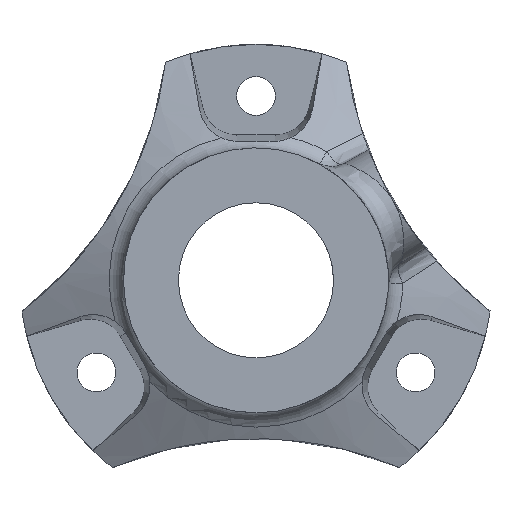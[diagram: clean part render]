
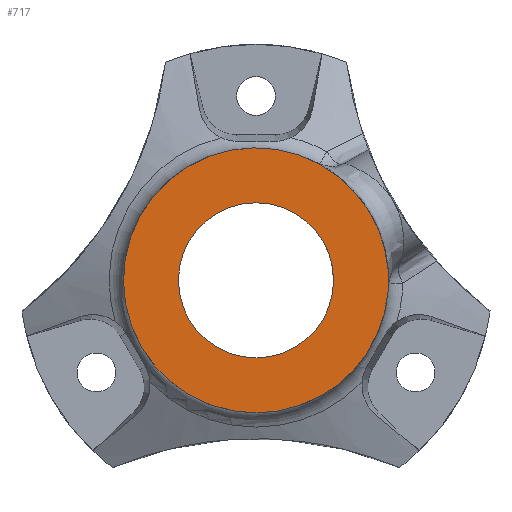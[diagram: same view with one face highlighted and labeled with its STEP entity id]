
A CAD part, left-side view. The second image highlights one B-rep face of the part: STEP entity #717.
In plain terms, the highlighted planar face has unit normal (-1, 0, 0).
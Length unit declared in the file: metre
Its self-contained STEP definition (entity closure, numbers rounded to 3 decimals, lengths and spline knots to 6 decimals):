
#24=PLANE('',#801);
#113=CIRCLE('',#790,0.008136);
#121=CIRCLE('',#800,0.004763);
#215=ORIENTED_EDGE('',*,*,#414,.F.);
#216=ORIENTED_EDGE('',*,*,#405,.T.);
#405=EDGE_CURVE('',#503,#503,#113,.T.);
#414=EDGE_CURVE('',#509,#509,#121,.T.);
#503=VERTEX_POINT('',#1263);
#509=VERTEX_POINT('',#1290);
#590=EDGE_LOOP('',(#215));
#591=EDGE_LOOP('',(#216));
#650=FACE_BOUND('',#590,.T.);
#651=FACE_BOUND('',#591,.T.);
#717=ADVANCED_FACE('',(#650,#651),#24,.T.);
#790=AXIS2_PLACEMENT_3D('',#1262,#908,#909);
#800=AXIS2_PLACEMENT_3D('',#1289,#928,#929);
#801=AXIS2_PLACEMENT_3D('',#1291,#930,#931);
#908=DIRECTION('',(-1.,0.,0.));
#909=DIRECTION('',(0.,0.,-1.));
#928=DIRECTION('',(-1.,0.,0.));
#929=DIRECTION('',(0.,0.,1.));
#930=DIRECTION('',(-1.,0.,0.));
#931=DIRECTION('',(0.,-1.,0.));
#1262=CARTESIAN_POINT('',(0.024173,-0.237432,-0.095151));
#1263=CARTESIAN_POINT('',(0.024173,-0.237432,-0.103287));
#1289=CARTESIAN_POINT('',(0.024173,-0.237432,-0.095151));
#1290=CARTESIAN_POINT('',(0.024173,-0.237432,-0.090389));
#1291=CARTESIAN_POINT('',(0.024173,-0.237432,-0.095151));
